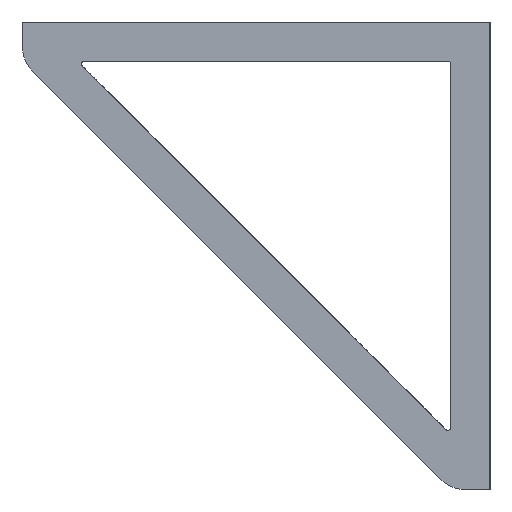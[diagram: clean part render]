
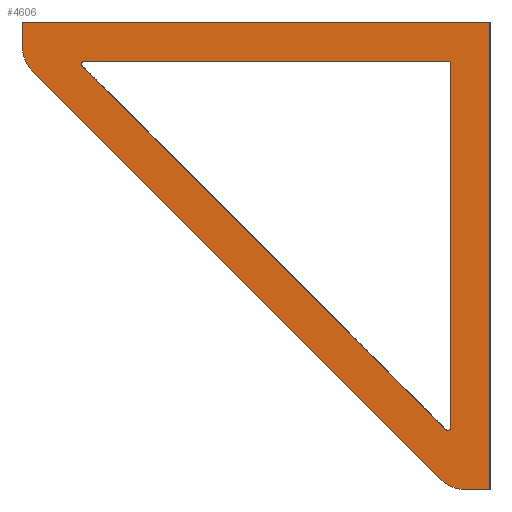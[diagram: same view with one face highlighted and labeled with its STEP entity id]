
A CAD part, left-side view. The second image highlights one B-rep face of the part: STEP entity #4606.
In plain terms, the highlighted planar face has unit normal (-1, 0, 0).
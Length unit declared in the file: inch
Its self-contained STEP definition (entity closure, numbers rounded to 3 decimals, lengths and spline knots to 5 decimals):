
#102 = VERTEX_POINT ( 'NONE', #1587 ) ;
#134 = EDGE_CURVE ( 'NONE', #380, #4126, #1948, .T. ) ;
#136 = VERTEX_POINT ( 'NONE', #1964 ) ;
#157 = EDGE_CURVE ( 'NONE', #3935, #280, #2143, .T. ) ;
#181 = VERTEX_POINT ( 'NONE', #2408 ) ;
#185 = VERTEX_POINT ( 'NONE', #2417 ) ;
#269 = ORIENTED_EDGE ( 'NONE', *, *, #4619, .F. ) ;
#280 = VERTEX_POINT ( 'NONE', #3089 ) ;
#305 = VERTEX_POINT ( 'NONE', #3297 ) ;
#317 = EDGE_CURVE ( 'NONE', #404, #305, #3439, .T. ) ;
#321 = EDGE_CURVE ( 'NONE', #181, #380, #3467, .T. ) ;
#340 = ORIENTED_EDGE ( 'NONE', *, *, #4605, .F. ) ;
#380 = VERTEX_POINT ( 'NONE', #3907 ) ;
#389 = EDGE_CURVE ( 'NONE', #102, #185, #3981, .T. ) ;
#404 = VERTEX_POINT ( 'NONE', #4060 ) ;
#457 = ORIENTED_EDGE ( 'NONE', *, *, #4604, .F. ) ;
#460 = EDGE_CURVE ( 'NONE', #185, #514, #4314, .T. ) ;
#462 = ORIENTED_EDGE ( 'NONE', *, *, #317, .T. ) ;
#485 = ORIENTED_EDGE ( 'NONE', *, *, #321, .F. ) ;
#489 = VERTEX_POINT ( 'NONE', #4417 ) ;
#514 = VERTEX_POINT ( 'NONE', #1808 ) ;
#691 = ORIENTED_EDGE ( 'NONE', *, *, #3417, .T. ) ;
#746 = ORIENTED_EDGE ( 'NONE', *, *, #134, .F. ) ;
#791 = EDGE_CURVE ( 'NONE', #489, #844, #3511, .T. ) ;
#844 = VERTEX_POINT ( 'NONE', #3733 ) ;
#909 = EDGE_LOOP ( 'NONE', ( #746, #485, #457, #269, #1313, #4491, #340 ) ) ;
#1058 = EDGE_LOOP ( 'NONE', ( #1541, #691, #462, #3934, #1776, #4691, #4662 ) ) ;
#1313 = ORIENTED_EDGE ( 'NONE', *, *, #4709, .F. ) ;
#1541 = ORIENTED_EDGE ( 'NONE', *, *, #460, .T. ) ;
#1587 = CARTESIAN_POINT ( 'NONE',  ( -2.905, 0.27, -2.61772 ) ) ;
#1692 = CIRCLE ( 'NONE', #1693, 0.25 ) ;
#1693 = AXIS2_PLACEMENT_3D ( 'NONE', #1694, #1695, #1696 ) ;
#1694 = CARTESIAN_POINT ( 'NONE',  ( -2.905, 0.146, -2.75 ) ) ;
#1695 = DIRECTION ( 'NONE',  ( 1., 0., 0. ) ) ;
#1696 = DIRECTION ( 'NONE',  ( 0., 0., -1. ) ) ;
#1776 = ORIENTED_EDGE ( 'NONE', *, *, #157, .T. ) ;
#1808 = CARTESIAN_POINT ( 'NONE',  ( -2.905, 2.61186, -0.28414 ) ) ;
#1948 = LINE ( 'NONE', #1952, #1953 ) ;
#1952 = CARTESIAN_POINT ( 'NONE',  ( -2.905, 3., -0.146 ) ) ;
#1953 = VECTOR ( 'NONE', #1954, 39.37008 ) ;
#1954 = DIRECTION ( 'NONE',  ( 0., 0., 1. ) ) ;
#1964 = CARTESIAN_POINT ( 'NONE',  ( -2.905, 0.146, -3. ) ) ;
#2143 = LINE ( 'NONE', #2149, #2150 ) ;
#2149 = CARTESIAN_POINT ( 'NONE',  ( -2.905, 0.25, -0.27 ) ) ;
#2150 = VECTOR ( 'NONE', #2151, 39.37008 ) ;
#2151 = DIRECTION ( 'NONE',  ( 0., 0., -1. ) ) ;
#2408 = CARTESIAN_POINT ( 'NONE',  ( -2.905, 2.92678, -0.32278 ) ) ;
#2417 = CARTESIAN_POINT ( 'NONE',  ( -2.905, 0.28414, -2.61186 ) ) ;
#2479 = VERTEX_POINT ( 'NONE', #2758 ) ;
#2509 = LINE ( 'NONE', #2510, #2511 ) ;
#2510 = CARTESIAN_POINT ( 'NONE',  ( -2.905, 0., -3. ) ) ;
#2511 = VECTOR ( 'NONE', #2512, 39.37008 ) ;
#2512 = DIRECTION ( 'NONE',  ( 0., 1., 0. ) ) ;
#2758 = CARTESIAN_POINT ( 'NONE',  ( -2.905, 0.32278, -2.92678 ) ) ;
#2945 = CIRCLE ( 'NONE', #2946, 0.02 ) ;
#2946 = AXIS2_PLACEMENT_3D ( 'NONE', #2947, #2948, #2949 ) ;
#2947 = CARTESIAN_POINT ( 'NONE',  ( -2.905, 0.27, -2.59772 ) ) ;
#2948 = DIRECTION ( 'NONE',  ( 1., 0., 0. ) ) ;
#2949 = DIRECTION ( 'NONE',  ( 0., 0., -1. ) ) ;
#3089 = CARTESIAN_POINT ( 'NONE',  ( -2.905, 0.25, -2.59772 ) ) ;
#3297 = CARTESIAN_POINT ( 'NONE',  ( -2.905, 0.27, -0.25 ) ) ;
#3417 = EDGE_CURVE ( 'NONE', #514, #404, #3462, .T. ) ;
#3439 = LINE ( 'NONE', #3440, #3441 ) ;
#3440 = CARTESIAN_POINT ( 'NONE',  ( -2.905, 2.59772, -0.25 ) ) ;
#3441 = VECTOR ( 'NONE', #3442, 39.37008 ) ;
#3442 = DIRECTION ( 'NONE',  ( 0., -1., 0. ) ) ;
#3462 = CIRCLE ( 'NONE', #3463, 0.02 ) ;
#3463 = AXIS2_PLACEMENT_3D ( 'NONE', #3464, #3465, #3466 ) ;
#3464 = CARTESIAN_POINT ( 'NONE',  ( -2.905, 2.59772, -0.27 ) ) ;
#3465 = DIRECTION ( 'NONE',  ( 1., 0., 0. ) ) ;
#3466 = DIRECTION ( 'NONE',  ( 0., 0., -1. ) ) ;
#3467 = CIRCLE ( 'NONE', #3468, 0.25 ) ;
#3468 = AXIS2_PLACEMENT_3D ( 'NONE', #3469, #3470, #3471 ) ;
#3469 = CARTESIAN_POINT ( 'NONE',  ( -2.905, 2.75, -0.146 ) ) ;
#3470 = DIRECTION ( 'NONE',  ( 1., 0., 0. ) ) ;
#3471 = DIRECTION ( 'NONE',  ( 0., 0., -1. ) ) ;
#3511 = LINE ( 'NONE', #3512, #3513 ) ;
#3512 = CARTESIAN_POINT ( 'NONE',  ( -2.905, 0., 0. ) ) ;
#3513 = VECTOR ( 'NONE', #3514, 39.37008 ) ;
#3514 = DIRECTION ( 'NONE',  ( 0., 0., -1. ) ) ;
#3733 = CARTESIAN_POINT ( 'NONE',  ( -2.905, 0., -3. ) ) ;
#3883 = CARTESIAN_POINT ( 'NONE',  ( -2.905, 0.25, -0.27 ) ) ;
#3907 = CARTESIAN_POINT ( 'NONE',  ( -2.905, 3., -0.146 ) ) ;
#3934 = ORIENTED_EDGE ( 'NONE', *, *, #4074, .T. ) ;
#3935 = VERTEX_POINT ( 'NONE', #3883 ) ;
#3951 = CIRCLE ( 'NONE', #3953, 0.02 ) ;
#3953 = AXIS2_PLACEMENT_3D ( 'NONE', #3954, #3955, #3956 ) ;
#3954 = CARTESIAN_POINT ( 'NONE',  ( -2.905, 0.27, -0.27 ) ) ;
#3955 = DIRECTION ( 'NONE',  ( 1., 0., 0. ) ) ;
#3956 = DIRECTION ( 'NONE',  ( 0., 0., -1. ) ) ;
#3981 = CIRCLE ( 'NONE', #3982, 0.02 ) ;
#3982 = AXIS2_PLACEMENT_3D ( 'NONE', #3983, #3984, #3985 ) ;
#3983 = CARTESIAN_POINT ( 'NONE',  ( -2.905, 0.27, -2.59772 ) ) ;
#3984 = DIRECTION ( 'NONE',  ( 1., 0., 0. ) ) ;
#3985 = DIRECTION ( 'NONE',  ( 0., 0., -1. ) ) ;
#3993 = CARTESIAN_POINT ( 'NONE',  ( -2.905, 3., 0. ) ) ;
#4060 = CARTESIAN_POINT ( 'NONE',  ( -2.905, 2.59772, -0.25 ) ) ;
#4074 = EDGE_CURVE ( 'NONE', #305, #3935, #3951, .T. ) ;
#4126 = VERTEX_POINT ( 'NONE', #3993 ) ;
#4314 = LINE ( 'NONE', #4315, #4318 ) ;
#4315 = CARTESIAN_POINT ( 'NONE',  ( -2.905, 2.61186, -0.28414 ) ) ;
#4318 = VECTOR ( 'NONE', #4319, 39.37008 ) ;
#4319 = DIRECTION ( 'NONE',  ( 0., 0.707, 0.707 ) ) ;
#4417 = CARTESIAN_POINT ( 'NONE',  ( -2.905, 0., 0. ) ) ;
#4429 = LINE ( 'NONE', #4430, #4431 ) ;
#4430 = CARTESIAN_POINT ( 'NONE',  ( -2.905, 2.92678, -0.32278 ) ) ;
#4431 = VECTOR ( 'NONE', #4432, 39.37008 ) ;
#4432 = DIRECTION ( 'NONE',  ( 0., 0.707, 0.707 ) ) ;
#4433 = LINE ( 'NONE', #4434, #4435 ) ;
#4434 = CARTESIAN_POINT ( 'NONE',  ( -2.905, 3., 0. ) ) ;
#4435 = VECTOR ( 'NONE', #4436, 39.37008 ) ;
#4436 = DIRECTION ( 'NONE',  ( 0., -1., 0. ) ) ;
#4437 = FACE_BOUND ( 'NONE', #1058, .T. ) ;
#4438 = FACE_OUTER_BOUND ( 'NONE', #909, .T. ) ;
#4439 = PLANE ( 'NONE',  #4440 ) ;
#4440 = AXIS2_PLACEMENT_3D ( 'NONE', #4443, #4444, #4445 ) ;
#4443 = CARTESIAN_POINT ( 'NONE',  ( -2.905, 0.146, -2.75 ) ) ;
#4444 = DIRECTION ( 'NONE',  ( 1., 0., 0. ) ) ;
#4445 = DIRECTION ( 'NONE',  ( 0., 0., -1. ) ) ;
#4491 = ORIENTED_EDGE ( 'NONE', *, *, #791, .F. ) ;
#4604 = EDGE_CURVE ( 'NONE', #2479, #181, #4429, .T. ) ;
#4605 = EDGE_CURVE ( 'NONE', #4126, #489, #4433, .T. ) ;
#4606 = ADVANCED_FACE ( 'NONE', ( #4437, #4438 ), #4439, .F. ) ;
#4619 = EDGE_CURVE ( 'NONE', #136, #2479, #1692, .T. ) ;
#4662 = ORIENTED_EDGE ( 'NONE', *, *, #389, .T. ) ;
#4691 = ORIENTED_EDGE ( 'NONE', *, *, #4752, .T. ) ;
#4709 = EDGE_CURVE ( 'NONE', #844, #136, #2509, .T. ) ;
#4752 = EDGE_CURVE ( 'NONE', #280, #102, #2945, .T. ) ;
